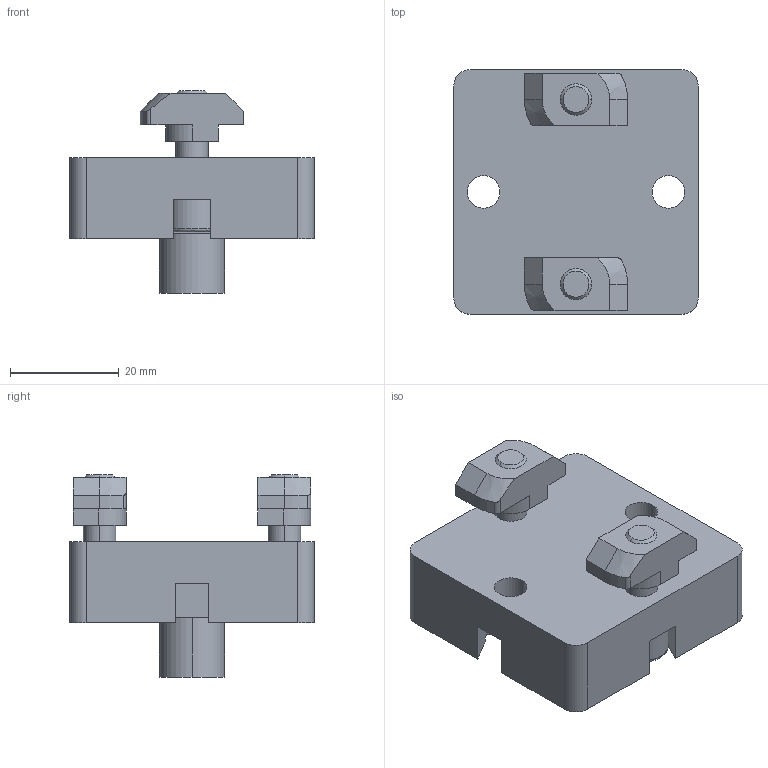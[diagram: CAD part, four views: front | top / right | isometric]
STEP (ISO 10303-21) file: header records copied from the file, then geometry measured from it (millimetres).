
FILE_DESCRIPTION (( 'STEP AP214' ), '1' );
FILE_NAME ('6261510', '2019-02-04T09:32:03', ( '' ), ('JUGARD+KÜNSTNER GmbH'), 'SwSTEP 2.0', 'SolidWorks 2017', '' );
FILE_SCHEMA (( 'AUTOMOTIVE_DESIGN' ));
Length unit declared in the file: millimetre
Products named in the file (1): 6261510_CNAJF00
Bounding box: 45 x 45 x 37.3 mm (x, y, z)
Volume: 30350.8 mm3; surface area: 9912.8 mm2
Topology: 1 solids, 1 shells, 135 faces, 366 edges, 240 vertices
Faces by surface type: plane 83, cylinder 34, cone 12, bspline 6
Entity records: 4454 total; most frequent: CARTESIAN_POINT 1042, ORIENTED_EDGE 724, DIRECTION 666, EDGE_CURVE 362, VECTOR 250, LINE 250, VERTEX_POINT 240, AXIS2_PLACEMENT_3D 208
